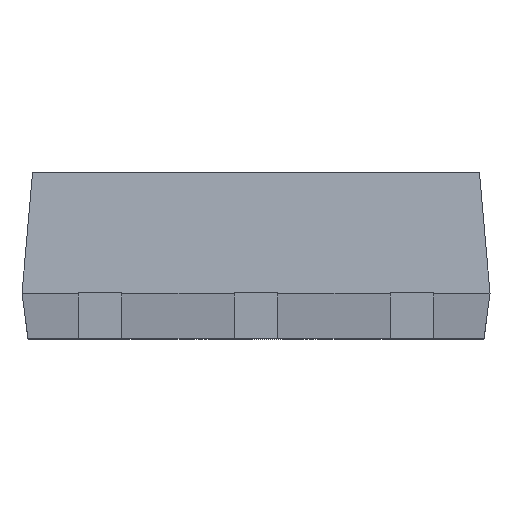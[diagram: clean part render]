
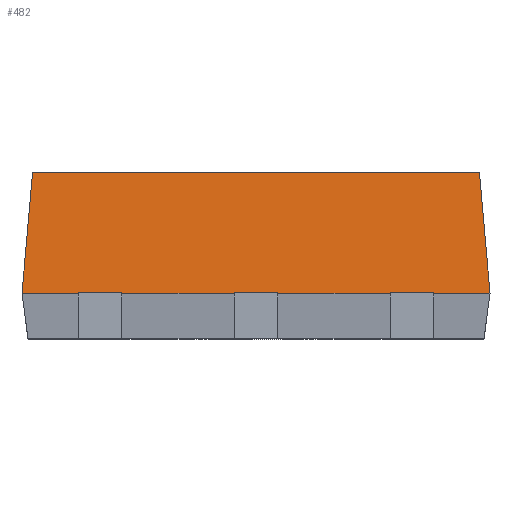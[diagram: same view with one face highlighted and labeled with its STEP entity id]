
A CAD part, top view. The second image highlights one B-rep face of the part: STEP entity #482.
In plain terms, the highlighted planar face has unit normal (0, 0.087, 0.996).
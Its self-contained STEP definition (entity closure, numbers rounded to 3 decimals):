
#4 = PLANE ( 'NONE',  #2232 ) ;
#24 = DIRECTION ( 'NONE',  ( 1., 0., 0. ) ) ;
#39 = EDGE_LOOP ( 'NONE', ( #1098, #781, #1031, #1300, #1803, #62, #938, #1238, #2177, #999 ) ) ;
#52 = VECTOR ( 'NONE', #1702, 1000. ) ;
#62 = ORIENTED_EDGE ( 'NONE', *, *, #1775, .T. ) ;
#77 = CARTESIAN_POINT ( 'NONE',  ( -2.149, 1.6, 1.124 ) ) ;
#142 = VERTEX_POINT ( 'NONE', #77 ) ;
#159 = VECTOR ( 'NONE', #235, 1000. ) ;
#164 = DIRECTION ( 'NONE',  ( 1., 0., 0. ) ) ;
#166 = LINE ( 'NONE', #1909, #239 ) ;
#235 = DIRECTION ( 'NONE',  ( 1., 0., 0. ) ) ;
#239 = VECTOR ( 'NONE', #1223, 1000. ) ;
#284 = LINE ( 'NONE', #1358, #52 ) ;
#343 = CARTESIAN_POINT ( 'NONE',  ( 0., 1.6, 1.124 ) ) ;
#357 = VECTOR ( 'NONE', #858, 1000. ) ;
#362 = FACE_OUTER_BOUND ( 'NONE', #39, .T. ) ;
#372 = CARTESIAN_POINT ( 'NONE',  ( -0.21, 0.44, 1.225 ) ) ;
#402 = CARTESIAN_POINT ( 'NONE',  ( 0., 1.6, 1.124 ) ) ;
#412 = CARTESIAN_POINT ( 'NONE',  ( 2.25, 0.44, 1.225 ) ) ;
#443 = CARTESIAN_POINT ( 'NONE',  ( 0.21, 0.44, 1.225 ) ) ;
#445 = CARTESIAN_POINT ( 'NONE',  ( 2.149, 1.6, 1.124 ) ) ;
#450 = EDGE_CURVE ( 'NONE', #1307, #1229, #1297, .T. ) ;
#482 = ADVANCED_FACE ( 'NONE', ( #362 ), #4, .F. ) ;
#487 = DIRECTION ( 'NONE',  ( -0.087, 0.992, -0.087 ) ) ;
#540 = LINE ( 'NONE', #402, #1285 ) ;
#602 = LINE ( 'NONE', #1486, #159 ) ;
#624 = DIRECTION ( 'NONE',  ( 1., 0., 0. ) ) ;
#735 = DIRECTION ( 'NONE',  ( -0.087, -0.992, 0.087 ) ) ;
#761 = CARTESIAN_POINT ( 'NONE',  ( -1.29, 0.44, 1.225 ) ) ;
#781 = ORIENTED_EDGE ( 'NONE', *, *, #1518, .T. ) ;
#856 = EDGE_CURVE ( 'NONE', #1827, #2263, #1012, .T. ) ;
#858 = DIRECTION ( 'NONE',  ( 1., 0., 0. ) ) ;
#873 = CARTESIAN_POINT ( 'NONE',  ( -2.25, 0.44, 1.225 ) ) ;
#879 = EDGE_CURVE ( 'NONE', #1229, #1851, #1972, .T. ) ;
#938 = ORIENTED_EDGE ( 'NONE', *, *, #1850, .T. ) ;
#943 = LINE ( 'NONE', #1104, #2256 ) ;
#999 = ORIENTED_EDGE ( 'NONE', *, *, #2068, .F. ) ;
#1012 = LINE ( 'NONE', #2083, #2081 ) ;
#1031 = ORIENTED_EDGE ( 'NONE', *, *, #1393, .T. ) ;
#1098 = ORIENTED_EDGE ( 'NONE', *, *, #2065, .T. ) ;
#1104 = CARTESIAN_POINT ( 'NONE',  ( 2.25, 0.44, 1.225 ) ) ;
#1178 = CARTESIAN_POINT ( 'NONE',  ( 2.25, 0.44, 1.225 ) ) ;
#1223 = DIRECTION ( 'NONE',  ( 1., 0., 0. ) ) ;
#1229 = VERTEX_POINT ( 'NONE', #372 ) ;
#1231 = CARTESIAN_POINT ( 'NONE',  ( 2.25, 0.44, 1.225 ) ) ;
#1238 = ORIENTED_EDGE ( 'NONE', *, *, #1916, .T. ) ;
#1245 = VERTEX_POINT ( 'NONE', #873 ) ;
#1285 = VECTOR ( 'NONE', #2166, 1000. ) ;
#1297 = LINE ( 'NONE', #412, #1587 ) ;
#1300 = ORIENTED_EDGE ( 'NONE', *, *, #450, .T. ) ;
#1307 = VERTEX_POINT ( 'NONE', #761 ) ;
#1333 = VERTEX_POINT ( 'NONE', #1846 ) ;
#1358 = CARTESIAN_POINT ( 'NONE',  ( 2.25, 0.44, 1.225 ) ) ;
#1393 = EDGE_CURVE ( 'NONE', #1537, #1307, #602, .T. ) ;
#1464 = VECTOR ( 'NONE', #1854, 1000. ) ;
#1486 = CARTESIAN_POINT ( 'NONE',  ( 2.25, 0.44, 1.225 ) ) ;
#1494 = VERTEX_POINT ( 'NONE', #2240 ) ;
#1518 = EDGE_CURVE ( 'NONE', #1245, #1537, #284, .T. ) ;
#1537 = VERTEX_POINT ( 'NONE', #1966 ) ;
#1561 = DIRECTION ( 'NONE',  ( 0., -0.087, -0.996 ) ) ;
#1587 = VECTOR ( 'NONE', #624, 1000. ) ;
#1606 = LINE ( 'NONE', #1831, #1886 ) ;
#1702 = DIRECTION ( 'NONE',  ( 1., 0., 0. ) ) ;
#1723 = CARTESIAN_POINT ( 'NONE',  ( 2.25, 0.44, 1.225 ) ) ;
#1775 = EDGE_CURVE ( 'NONE', #1851, #1333, #943, .T. ) ;
#1803 = ORIENTED_EDGE ( 'NONE', *, *, #879, .T. ) ;
#1827 = VERTEX_POINT ( 'NONE', #1178 ) ;
#1831 = CARTESIAN_POINT ( 'NONE',  ( -2.14, 1.697, 1.115 ) ) ;
#1846 = CARTESIAN_POINT ( 'NONE',  ( 1.29, 0.44, 1.225 ) ) ;
#1850 = EDGE_CURVE ( 'NONE', #1333, #1494, #1865, .T. ) ;
#1851 = VERTEX_POINT ( 'NONE', #443 ) ;
#1854 = DIRECTION ( 'NONE',  ( 1., 0., 0. ) ) ;
#1865 = LINE ( 'NONE', #1723, #1464 ) ;
#1886 = VECTOR ( 'NONE', #735, 1000. ) ;
#1909 = CARTESIAN_POINT ( 'NONE',  ( 2.25, 0.44, 1.225 ) ) ;
#1916 = EDGE_CURVE ( 'NONE', #1494, #1827, #166, .T. ) ;
#1966 = CARTESIAN_POINT ( 'NONE',  ( -1.71, 0.44, 1.225 ) ) ;
#1972 = LINE ( 'NONE', #1231, #357 ) ;
#2065 = EDGE_CURVE ( 'NONE', #142, #1245, #1606, .T. ) ;
#2068 = EDGE_CURVE ( 'NONE', #142, #2263, #540, .T. ) ;
#2081 = VECTOR ( 'NONE', #487, 1000. ) ;
#2083 = CARTESIAN_POINT ( 'NONE',  ( 2.14, 1.697, 1.115 ) ) ;
#2166 = DIRECTION ( 'NONE',  ( 1., 0., 0. ) ) ;
#2177 = ORIENTED_EDGE ( 'NONE', *, *, #856, .T. ) ;
#2232 = AXIS2_PLACEMENT_3D ( 'NONE', #343, #1561, #164 ) ;
#2240 = CARTESIAN_POINT ( 'NONE',  ( 1.71, 0.44, 1.225 ) ) ;
#2256 = VECTOR ( 'NONE', #24, 1000. ) ;
#2263 = VERTEX_POINT ( 'NONE', #445 ) ;
